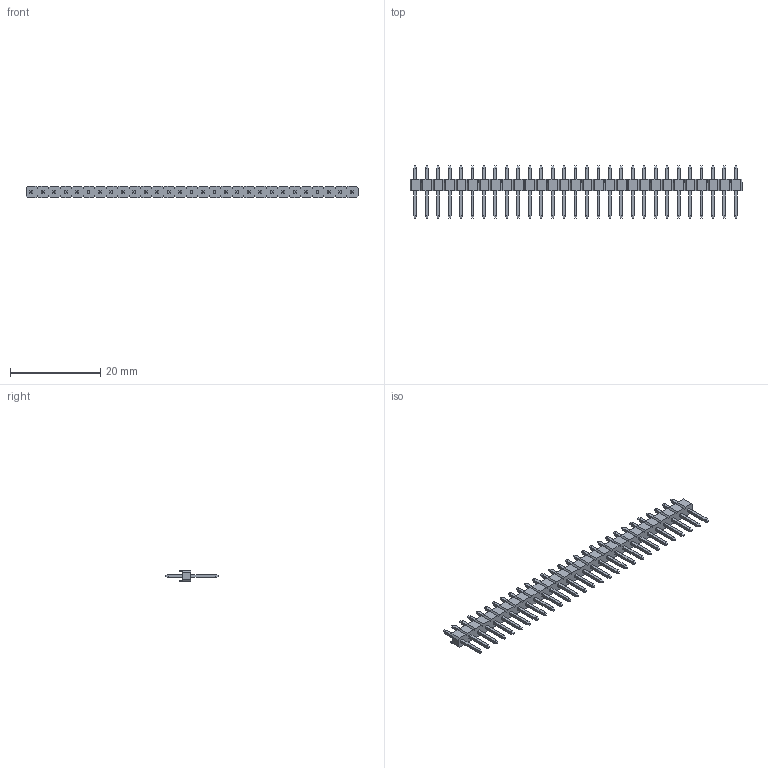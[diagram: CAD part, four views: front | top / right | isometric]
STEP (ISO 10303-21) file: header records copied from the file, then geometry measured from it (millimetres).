
FILE_DESCRIPTION(('STEP AP214'),'1');
FILE_NAME(' ',' ',('TraceParts'),('TraceParts S.A.'),'XStep 1.0',' ',' ');
FILE_SCHEMA(('automotive_design'));
Length unit declared in the file: millimetre
Products named in the file (1): 1
Bounding box: 73.66 x 11.6 x 2.5 mm (x, y, z)
Volume: 464.9 mm3; surface area: 1572.5 mm2
Topology: 1 solids, 1 shells, 870 faces, 2198 edges, 1388 vertices
Faces by surface type: plane 870
Entity records: 50152 total; most frequent: CARTESIAN_POINT 4457, STYLED_ITEM 4456, PRESENTATION_STYLE_ASSIGNMENT 4456, COLOUR_RGB 4456, ORIENTED_EDGE 4396, DIRECTION 3940, EDGE_CURVE 2198, CURVE_STYLE 2198
